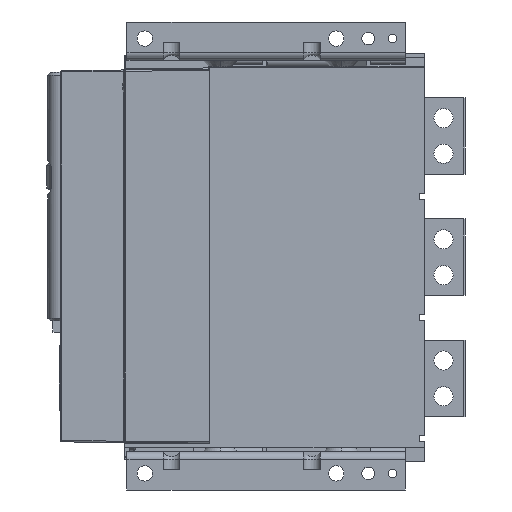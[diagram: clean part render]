
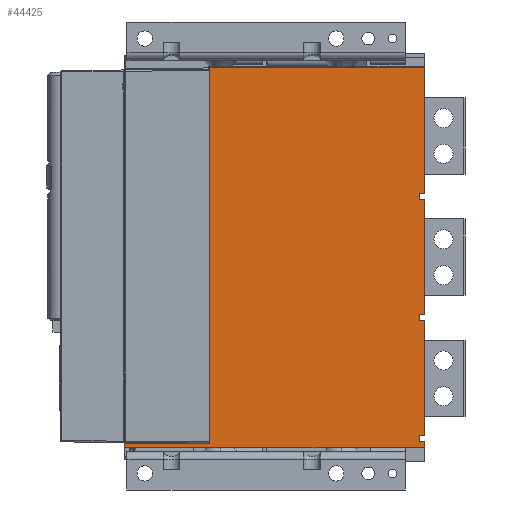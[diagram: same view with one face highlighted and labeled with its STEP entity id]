
A CAD part, front view. The second image highlights one B-rep face of the part: STEP entity #44425.
In plain terms, the highlighted planar face has unit normal (0, -1, 0).
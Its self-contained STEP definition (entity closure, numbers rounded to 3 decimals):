
#2690=DIRECTION('',(-1.,0.,0.));
#2691=VECTOR('',#2690,67.);
#2692=CARTESIAN_POINT('',(-168.,0.,-3.5));
#2693=LINE('',#2692,#2691);
#3056=DIRECTION('',(-1.,0.,0.));
#3057=VECTOR('',#3056,4.);
#3058=CARTESIAN_POINT('',(0.,0.,-2.5));
#3059=LINE('',#3058,#3057);
#3064=DIRECTION('',(-1.,0.,0.));
#3065=VECTOR('',#3064,235.);
#3066=CARTESIAN_POINT('',(0.,0.,-7.));
#3067=LINE('',#3066,#3065);
#3068=DIRECTION('',(0.,0.,1.));
#3069=VECTOR('',#3068,1.);
#3070=CARTESIAN_POINT('',(-168.,0.,-3.5));
#3071=LINE('',#3070,#3069);
#3072=DIRECTION('',(0.,0.,1.));
#3073=VECTOR('',#3072,291.);
#3074=CARTESIAN_POINT('',(-168.,0.,-2.5));
#3075=LINE('',#3074,#3073);
#3076=DIRECTION('',(0.,0.,1.));
#3077=VECTOR('',#3076,2.);
#3078=CARTESIAN_POINT('',(-168.,0.,288.5));
#3079=LINE('',#3078,#3077);
#3080=DIRECTION('',(1.,0.,0.));
#3081=VECTOR('',#3080,168.);
#3082=CARTESIAN_POINT('',(-168.,0.,290.5));
#3083=LINE('',#3082,#3081);
#3084=DIRECTION('',(-1.,0.,0.));
#3085=VECTOR('',#3084,4.);
#3086=CARTESIAN_POINT('',(0.,0.,192.5));
#3087=LINE('',#3086,#3085);
#3088=DIRECTION('',(-1.,0.,0.));
#3089=VECTOR('',#3088,4.);
#3090=CARTESIAN_POINT('',(0.,0.,97.5));
#3091=LINE('',#3090,#3089);
#3092=DIRECTION('',(0.,0.,-1.));
#3093=VECTOR('',#3092,90.);
#3094=CARTESIAN_POINT('',(0.,0.,92.5));
#3095=LINE('',#3094,#3093);
#3096=DIRECTION('',(-1.,0.,0.));
#3097=VECTOR('',#3096,4.);
#3098=CARTESIAN_POINT('',(0.,0.,2.5));
#3099=LINE('',#3098,#3097);
#3100=DIRECTION('',(0.,0.,-1.));
#3101=VECTOR('',#3100,5.);
#3102=CARTESIAN_POINT('',(-4.,0.,2.5));
#3103=LINE('',#3102,#3101);
#3104=DIRECTION('',(0.,0.,-1.));
#3105=VECTOR('',#3104,4.5);
#3106=CARTESIAN_POINT('',(0.,0.,-2.5));
#3107=LINE('',#3106,#3105);
#3120=DIRECTION('',(0.,0.,-1.));
#3121=VECTOR('',#3120,3.5);
#3122=CARTESIAN_POINT('',(-235.,0.,-3.5));
#3123=LINE('',#3122,#3121);
#3243=CARTESIAN_POINT('',(-168.,0.,288.5));
#7305=DIRECTION('',(0.,0.,1.));
#7306=VECTOR('',#7305,98.);
#7307=CARTESIAN_POINT('',(0.,0.,192.5));
#7308=LINE('',#7307,#7306);
#7432=DIRECTION('',(0.,0.,1.));
#7433=VECTOR('',#7432,90.);
#7434=CARTESIAN_POINT('',(0.,0.,97.5));
#7435=LINE('',#7434,#7433);
#7578=DIRECTION('',(0.,0.,1.));
#7579=VECTOR('',#7578,5.);
#7580=CARTESIAN_POINT('',(-4.,0.,92.5));
#7581=LINE('',#7580,#7579);
#7797=DIRECTION('',(-1.,0.,0.));
#7798=VECTOR('',#7797,4.);
#7799=CARTESIAN_POINT('',(0.,0.,92.5));
#7800=LINE('',#7799,#7798);
#8318=DIRECTION('',(-1.,0.,0.));
#8319=VECTOR('',#8318,4.);
#8320=CARTESIAN_POINT('',(0.,0.,187.5));
#8321=LINE('',#8320,#8319);
#8331=DIRECTION('',(0.,0.,1.));
#8332=VECTOR('',#8331,5.);
#8333=CARTESIAN_POINT('',(-4.,0.,187.5));
#8334=LINE('',#8333,#8332);
#28589=CARTESIAN_POINT('',(0.,0.,290.5));
#28590=VERTEX_POINT('',#28589);
#28591=CARTESIAN_POINT('',(-168.,0.,290.5));
#28592=VERTEX_POINT('',#28591);
#29169=VERTEX_POINT('',#3243);
#29172=CARTESIAN_POINT('',(-168.,0.,-2.5));
#29174=VERTEX_POINT('',#29172);
#29179=CARTESIAN_POINT('',(-168.,0.,-3.5));
#29180=VERTEX_POINT('',#29179);
#29181=CARTESIAN_POINT('',(0.,0.,-7.));
#29182=CARTESIAN_POINT('',(-235.,0.,-7.));
#29183=VERTEX_POINT('',#29181);
#29184=VERTEX_POINT('',#29182);
#29185=CARTESIAN_POINT('',(-235.,0.,-3.5));
#29186=VERTEX_POINT('',#29185);
#29187=CARTESIAN_POINT('',(0.,0.,192.5));
#29188=VERTEX_POINT('',#29187);
#29189=CARTESIAN_POINT('',(-4.,0.,192.5));
#29190=VERTEX_POINT('',#29189);
#29191=CARTESIAN_POINT('',(-4.,0.,187.5));
#29192=VERTEX_POINT('',#29191);
#29193=CARTESIAN_POINT('',(0.,0.,187.5));
#29194=VERTEX_POINT('',#29193);
#29195=CARTESIAN_POINT('',(0.,0.,97.5));
#29196=VERTEX_POINT('',#29195);
#29197=CARTESIAN_POINT('',(-4.,0.,97.5));
#29198=VERTEX_POINT('',#29197);
#29199=CARTESIAN_POINT('',(-4.,0.,92.5));
#29200=VERTEX_POINT('',#29199);
#29201=CARTESIAN_POINT('',(0.,0.,92.5));
#29202=VERTEX_POINT('',#29201);
#29203=CARTESIAN_POINT('',(0.,0.,2.5));
#29204=VERTEX_POINT('',#29203);
#29205=CARTESIAN_POINT('',(-4.,0.,2.5));
#29206=VERTEX_POINT('',#29205);
#29207=CARTESIAN_POINT('',(-4.,0.,-2.5));
#29208=VERTEX_POINT('',#29207);
#29209=CARTESIAN_POINT('',(0.,0.,-2.5));
#29210=VERTEX_POINT('',#29209);
#44382=CARTESIAN_POINT('',(0.,0.,95.));
#44383=DIRECTION('',(0.,-1.,0.));
#44384=DIRECTION('',(0.,0.,-1.));
#44385=AXIS2_PLACEMENT_3D('',#44382,#44383,#44384);
#44386=PLANE('',#44385);
#44387=ORIENTED_EDGE('',*,*,#37453,.T.);
#44389=ORIENTED_EDGE('',*,*,#44388,.F.);
#44390=ORIENTED_EDGE('',*,*,#43894,.F.);
#44392=ORIENTED_EDGE('',*,*,#44391,.T.);
#44394=ORIENTED_EDGE('',*,*,#44393,.T.);
#44396=ORIENTED_EDGE('',*,*,#44395,.T.);
#44398=ORIENTED_EDGE('',*,*,#44397,.T.);
#44400=ORIENTED_EDGE('',*,*,#44399,.F.);
#44402=ORIENTED_EDGE('',*,*,#44401,.T.);
#44404=ORIENTED_EDGE('',*,*,#44403,.F.);
#44406=ORIENTED_EDGE('',*,*,#44405,.F.);
#44408=ORIENTED_EDGE('',*,*,#44407,.F.);
#44410=ORIENTED_EDGE('',*,*,#44409,.T.);
#44412=ORIENTED_EDGE('',*,*,#44411,.F.);
#44414=ORIENTED_EDGE('',*,*,#44413,.F.);
#44416=ORIENTED_EDGE('',*,*,#44415,.T.);
#44418=ORIENTED_EDGE('',*,*,#44417,.T.);
#44420=ORIENTED_EDGE('',*,*,#44419,.T.);
#44421=ORIENTED_EDGE('',*,*,#44374,.F.);
#44422=ORIENTED_EDGE('',*,*,#37419,.T.);
#44423=EDGE_LOOP('',(#44387,#44389,#44390,#44392,#44394,#44396,#44398,#44400,
#44402,#44404,#44406,#44408,#44410,#44412,#44414,#44416,#44418,#44420,#44421,
#44422));
#44424=FACE_OUTER_BOUND('',#44423,.F.);
#44425=ADVANCED_FACE('',(#44424),#44386,.T.);
#37419=EDGE_CURVE('',#29210,#29183,#3107,.T.);
#37453=EDGE_CURVE('',#29183,#29184,#3067,.T.);
#43894=EDGE_CURVE('',#29180,#29186,#2693,.T.);
#44374=EDGE_CURVE('',#29210,#29208,#3059,.T.);
#44388=EDGE_CURVE('',#29186,#29184,#3123,.T.);
#44391=EDGE_CURVE('',#29180,#29174,#3071,.T.);
#44393=EDGE_CURVE('',#29174,#29169,#3075,.T.);
#44395=EDGE_CURVE('',#29169,#28592,#3079,.T.);
#44397=EDGE_CURVE('',#28592,#28590,#3083,.T.);
#44399=EDGE_CURVE('',#29188,#28590,#7308,.T.);
#44401=EDGE_CURVE('',#29188,#29190,#3087,.T.);
#44403=EDGE_CURVE('',#29192,#29190,#8334,.T.);
#44405=EDGE_CURVE('',#29194,#29192,#8321,.T.);
#44407=EDGE_CURVE('',#29196,#29194,#7435,.T.);
#44409=EDGE_CURVE('',#29196,#29198,#3091,.T.);
#44411=EDGE_CURVE('',#29200,#29198,#7581,.T.);
#44413=EDGE_CURVE('',#29202,#29200,#7800,.T.);
#44415=EDGE_CURVE('',#29202,#29204,#3095,.T.);
#44417=EDGE_CURVE('',#29204,#29206,#3099,.T.);
#44419=EDGE_CURVE('',#29206,#29208,#3103,.T.);
